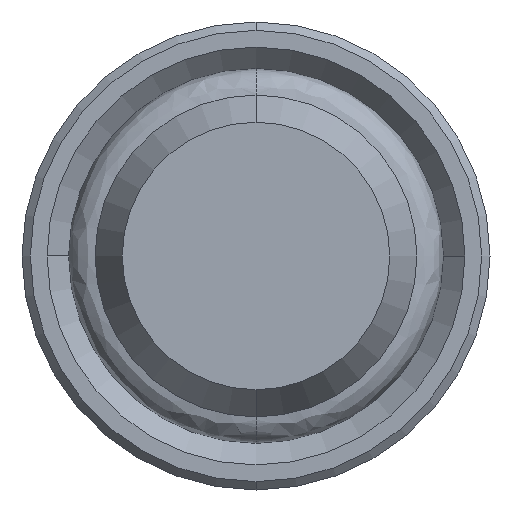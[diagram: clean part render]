
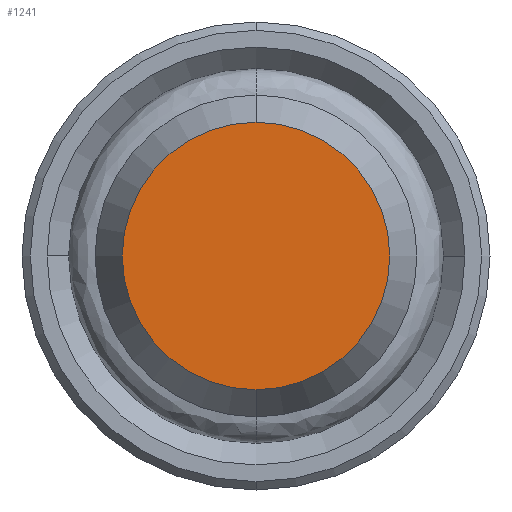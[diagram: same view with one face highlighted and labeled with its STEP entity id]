
A CAD part, front view. The second image highlights one B-rep face of the part: STEP entity #1241.
In plain terms, the highlighted planar face has unit normal (0, -1, 0).
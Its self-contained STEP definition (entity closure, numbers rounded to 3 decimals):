
#29 = DIRECTION ( 'NONE',  ( 0., -1., 0. ) ) ;
#62 = CIRCLE ( 'NONE', #526, 4.001 ) ;
#106 = ORIENTED_EDGE ( 'NONE', *, *, #1244, .T. ) ;
#264 = VERTEX_POINT ( 'NONE', #1343 ) ;
#340 = PLANE ( 'NONE',  #1235 ) ;
#395 = DIRECTION ( 'NONE',  ( 0., -1., 0. ) ) ;
#400 = CARTESIAN_POINT ( 'NONE',  ( 0., 0., 4.001 ) ) ;
#526 = AXIS2_PLACEMENT_3D ( 'NONE', #1566, #395, #531 ) ;
#531 = DIRECTION ( 'NONE',  ( 0., 0., 1. ) ) ;
#583 = CARTESIAN_POINT ( 'NONE',  ( 0., 0., 0. ) ) ;
#864 = FACE_OUTER_BOUND ( 'NONE', #2075, .T. ) ;
#1056 = CARTESIAN_POINT ( 'NONE',  ( -4.049, 0., 4.049 ) ) ;
#1091 = EDGE_CURVE ( 'NONE', #1887, #264, #1263, .T. ) ;
#1199 = DIRECTION ( 'NONE',  ( 0., 0., -1. ) ) ;
#1235 = AXIS2_PLACEMENT_3D ( 'NONE', #1056, #29, #1199 ) ;
#1241 = ADVANCED_FACE ( 'NONE', ( #864 ), #340, .T. ) ;
#1244 = EDGE_CURVE ( 'NONE', #264, #1887, #62, .T. ) ;
#1263 = CIRCLE ( 'NONE', #1388, 4.001 ) ;
#1343 = CARTESIAN_POINT ( 'NONE',  ( 0., 0., -4.001 ) ) ;
#1388 = AXIS2_PLACEMENT_3D ( 'NONE', #583, #2095, #1410 ) ;
#1410 = DIRECTION ( 'NONE',  ( 0., 0., 1. ) ) ;
#1566 = CARTESIAN_POINT ( 'NONE',  ( 0., 0., 0. ) ) ;
#1689 = ORIENTED_EDGE ( 'NONE', *, *, #1091, .T. ) ;
#1887 = VERTEX_POINT ( 'NONE', #400 ) ;
#2075 = EDGE_LOOP ( 'NONE', ( #1689, #106 ) ) ;
#2095 = DIRECTION ( 'NONE',  ( 0., -1., 0. ) ) ;
